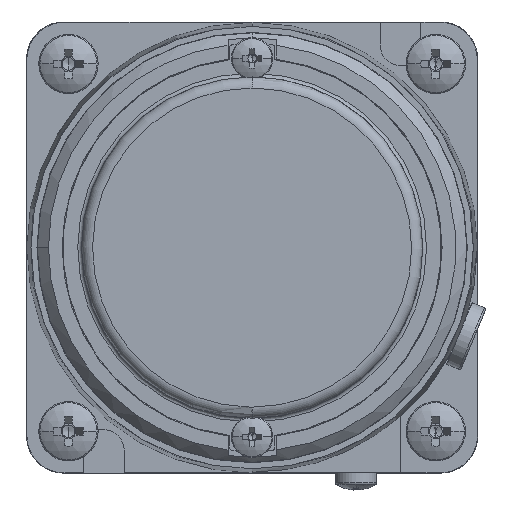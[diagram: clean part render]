
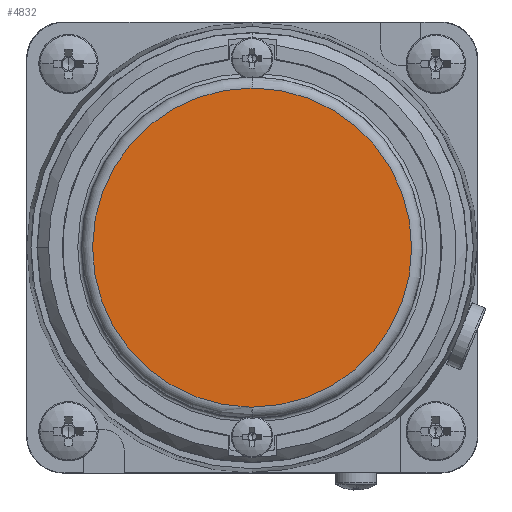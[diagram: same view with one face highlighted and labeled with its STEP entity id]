
A CAD part, left-side view. The second image highlights one B-rep face of the part: STEP entity #4832.
In plain terms, the highlighted planar face has unit normal (-1, 0, 0).
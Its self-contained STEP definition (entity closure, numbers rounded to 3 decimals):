
#1820=CARTESIAN_POINT('',(-87.75,0.,0.));
#1821=DIRECTION('',(-1.,0.,0.));
#1822=DIRECTION('',(0.,-0.012,1.));
#1823=AXIS2_PLACEMENT_3D('',#1820,#1821,#1822);
#1835=CARTESIAN_POINT('',(-87.75,0.,0.));
#1836=DIRECTION('',(1.,0.,0.));
#1837=DIRECTION('',(0.,0.012,-1.));
#1838=AXIS2_PLACEMENT_3D('',#1835,#1836,#1837);
#1840=CARTESIAN_POINT('',(-87.75,0.,0.));
#1841=DIRECTION('',(1.,0.,0.));
#1842=DIRECTION('',(0.,-0.012,1.));
#1843=AXIS2_PLACEMENT_3D('',#1840,#1841,#1842);
#1845=CARTESIAN_POINT('',(-87.75,0.,0.));
#1846=DIRECTION('',(-1.,0.,0.));
#1847=DIRECTION('',(0.,0.012,-1.));
#1848=AXIS2_PLACEMENT_3D('',#1845,#1846,#1847);
#2622=CARTESIAN_POINT('',(-87.75,-0.26,21.498));
#2623=CARTESIAN_POINT('',(-87.75,-0.012,-21.5));
#2624=VERTEX_POINT('',#2622);
#2625=VERTEX_POINT('',#2623);
#2626=CARTESIAN_POINT('',(-87.75,0.012,21.5));
#2627=VERTEX_POINT('',#2626);
#2628=CARTESIAN_POINT('',(-87.75,0.26,-21.498));
#2629=VERTEX_POINT('',#2628);
#4819=CARTESIAN_POINT('',(-87.75,0.,0.));
#4820=DIRECTION('',(-1.,0.,0.));
#4821=DIRECTION('',(0.,0.,1.));
#4822=AXIS2_PLACEMENT_3D('',#4819,#4820,#4821);
#4823=PLANE('',#4822);
#4825=ORIENTED_EDGE('',*,*,#4824,.F.);
#4827=ORIENTED_EDGE('',*,*,#4826,.T.);
#4828=ORIENTED_EDGE('',*,*,#4809,.F.);
#4829=ORIENTED_EDGE('',*,*,#4807,.T.);
#4830=EDGE_LOOP('',(#4825,#4827,#4828,#4829));
#4831=FACE_OUTER_BOUND('',#4830,.F.);
#4832=ADVANCED_FACE('',(#4831),#4823,.T.);
#1824=CIRCLE('',#1823,21.5);
#1839=CIRCLE('',#1838,21.5);
#1844=CIRCLE('',#1843,21.5);
#1849=CIRCLE('',#1848,21.5);
#4807=EDGE_CURVE('',#2624,#2625,#1844,.T.);
#4809=EDGE_CURVE('',#2624,#2627,#1824,.T.);
#4824=EDGE_CURVE('',#2629,#2625,#1849,.T.);
#4826=EDGE_CURVE('',#2629,#2627,#1839,.T.);
